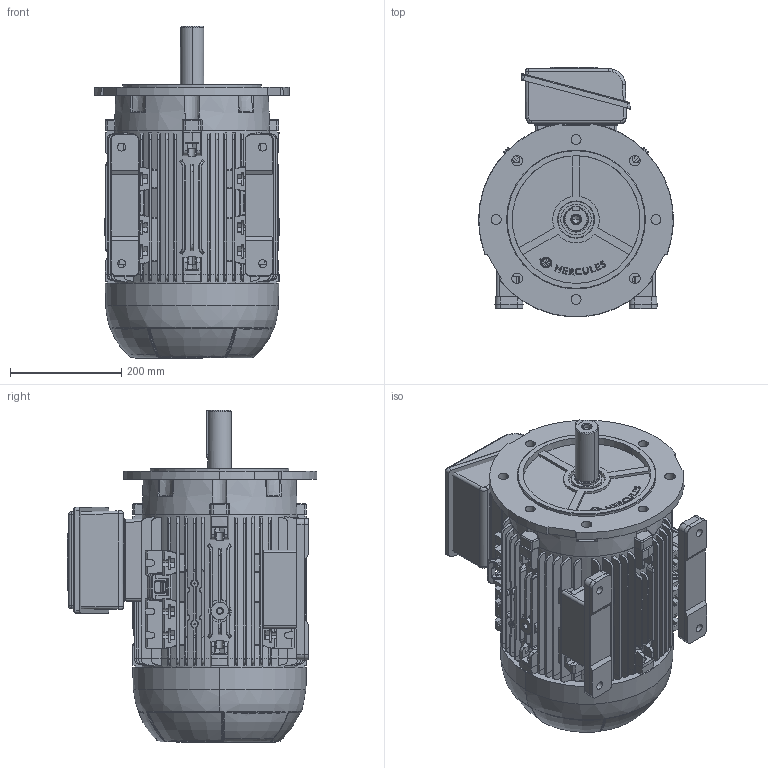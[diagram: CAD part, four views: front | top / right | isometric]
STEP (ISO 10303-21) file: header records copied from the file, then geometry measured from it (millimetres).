
FILE_DESCRIPTION (( 'STEP AP203' ), '1' );
FILE_NAME ('160MM_CP_FF_TOP.STEP', '2024-07-29T17:28:01', ( '' ), ( '' ), 'SwSTEP 2.0', 'SolidWorks 2020', '' );
FILE_SCHEMA (( 'CONFIG_CONTROL_DESIGN' ));
Length unit declared in the file: millimetre
Products named in the file (10): 105006203_casca_Usinado; 105006202_casca_USINADO; 105035274_casca_50.5307.118; 105030278_casca; 105032 DIN6885 AB - ABNT C_10.5032.049; 105006204-205_casca_50.5307.124 (M); 105035278_casca_50.5307.140; Eixo IEC160 2P_casca_50.5342.002; 105033082_�40; 160MM_CP_FF_TOP
Assembly tree (10 placements, depth 2):
  160MM_CP_FF_TOP
    Eixo IEC160 2P_casca_50.5342.002
    105033082_�40
    105030278_casca
    105032 DIN6885 AB - ABNT C_10.5032.049
    105035278_casca_50.5307.140  x2
    105035274_casca_50.5307.118
    105006204-205_casca_50.5307.124 (M)
    105006203_casca_Usinado
    105006202_casca_USINADO
Bounding box: 351.05 x 449.48 x 598 mm (x, y, z)
Volume: 37687496.9 mm3; surface area: 1771491.7 mm2
Topology: 10 solids, 13 shells, 3406 faces, 9134 edges, 5841 vertices
Faces by surface type: plane 1605, cylinder 1016, bspline 403, cone 272, torus 103, sphere 7
Entity records: 122768 total; most frequent: CARTESIAN_POINT 44354, ORIENTED_EDGE 18004, DIRECTION 13931, EDGE_CURVE 9002, VERTEX_POINT 5761, LINE 4965, VECTOR 4965, AXIS2_PLACEMENT_3D 4483
